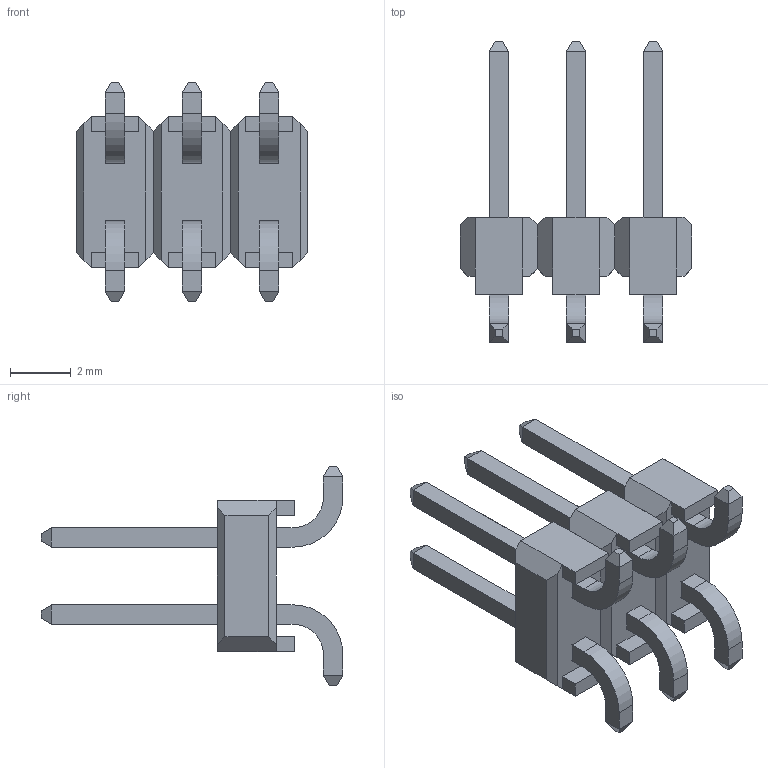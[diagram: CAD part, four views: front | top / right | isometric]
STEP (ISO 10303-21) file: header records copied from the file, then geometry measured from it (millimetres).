
FILE_DESCRIPTION((''),'2;1');
FILE_NAME('M20-876XXXX_ASM','2012-06-15T',('wbourne'),(''),'PRO/ENGINEER BY PARAMETRIC TECHNOLOGY CORPORATION, 2011490','PRO/ENGINEER BY PARAMETRIC TECHNOLOGY CORPORATION, 2011490','');
FILE_SCHEMA(('CONFIG_CONTROL_DESIGN','SHAPE_APPEARANCE_LAYERS_GROUPS'));
Length unit declared in the file: millimetre
Products named in the file (3): M20-876-MOULD; M20-876-PIN; M20-876XXXX_ASM
Assembly tree (7 placements, depth 2):
  M20-876XXXX_ASM
    M20-876-MOULD
    M20-876-PIN  x6
Bounding box: 7.62 x 9.93 x 7.2 mm (x, y, z)
Volume: 94.5 mm3; surface area: 336 mm2
Topology: 7 solids, 7 shells, 224 faces, 544 edges, 340 vertices
Faces by surface type: plane 212, cylinder 12
Entity records: 4375 total; most frequent: CARTESIAN_POINT 583, ORIENTED_EDGE 568, DIRECTION 526, PRESENTATION_STYLE_ASSIGNMENT 295, STYLED_ITEM 286, CURVE_STYLE 284, EDGE_CURVE 284, VECTOR 280
